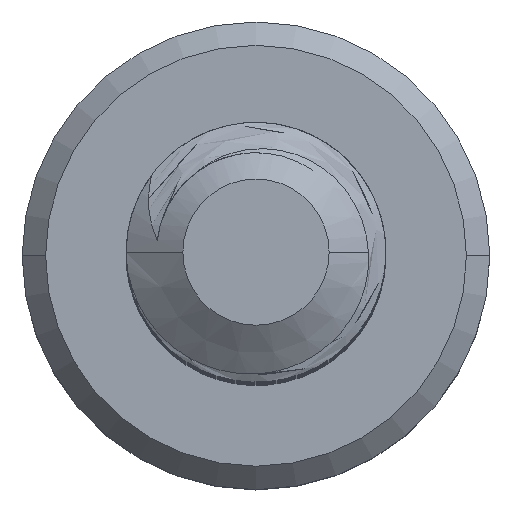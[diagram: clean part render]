
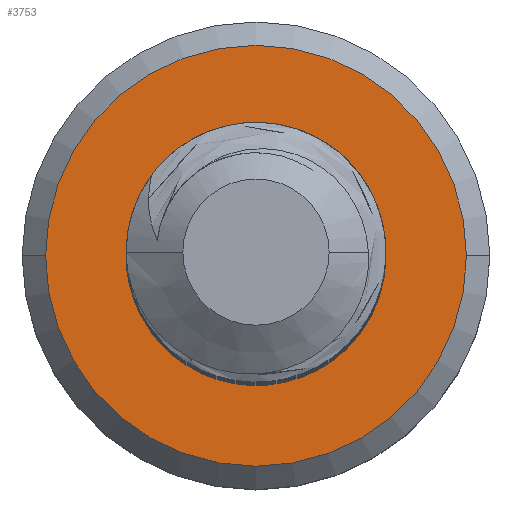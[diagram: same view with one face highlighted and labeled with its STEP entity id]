
A CAD part, top view. The second image highlights one B-rep face of the part: STEP entity #3753.
In plain terms, the highlighted planar face has unit normal (0, 0, 1).
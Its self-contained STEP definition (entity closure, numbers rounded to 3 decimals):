
#20=FACE_BOUND('',#976,.T.);
#23=PLANE('',#3992);
#572=B_SPLINE_CURVE_WITH_KNOTS('',3,(#9746,#9747,#9748,#9749,#9750,#9751,
#9752,#9753,#9754,#9755),.UNSPECIFIED.,.F.,.F.,(4,2,2,2,4),(0.,
0.001,0.001,0.002,0.003),
 .UNSPECIFIED.);
#573=B_SPLINE_CURVE_WITH_KNOTS('',3,(#10895,#10896,#10897,#10898,#10899,
#10900,#10901,#10902,#10903,#10904,#10905,#10906,#10907,#10908),
 .UNSPECIFIED.,.F.,.F.,(4,2,2,2,2,2,4),(0.,0.,
0.001,0.001,0.002,0.002,
0.003),.UNSPECIFIED.);
#769=FACE_OUTER_BOUND('',#975,.T.);
#975=EDGE_LOOP('',(#3493,#3494));
#976=EDGE_LOOP('',(#3495,#3496,#3497,#3498));
#1386=CIRCLE('',#3785,2.025);
#1394=CIRCLE('',#3930,1.25);
#1396=CIRCLE('',#3977,0.958);
#1407=CIRCLE('',#3993,2.025);
#1408=VERTEX_POINT('',#4666);
#1409=VERTEX_POINT('',#4667);
#1777=VERTEX_POINT('',#7763);
#1778=VERTEX_POINT('',#7767);
#1780=VERTEX_POINT('',#9745);
#1781=VERTEX_POINT('',#10891);
#1793=EDGE_CURVE('',#1408,#1409,#1386,.T.);
#2255=EDGE_CURVE('',#1778,#1777,#1394,.T.);
#2345=EDGE_CURVE('',#1780,#1777,#572,.T.);
#2348=EDGE_CURVE('',#1778,#1781,#573,.T.);
#2349=EDGE_CURVE('',#1781,#1780,#1396,.T.);
#2360=EDGE_CURVE('',#1409,#1408,#1407,.T.);
#3493=ORIENTED_EDGE('',*,*,#2360,.T.);
#3494=ORIENTED_EDGE('',*,*,#1793,.T.);
#3495=ORIENTED_EDGE('',*,*,#2255,.F.);
#3496=ORIENTED_EDGE('',*,*,#2348,.T.);
#3497=ORIENTED_EDGE('',*,*,#2349,.T.);
#3498=ORIENTED_EDGE('',*,*,#2345,.T.);
#3753=ADVANCED_FACE('',(#769,#20),#23,.F.);
#3785=AXIS2_PLACEMENT_3D('',#4668,#4016,#4017);
#3930=AXIS2_PLACEMENT_3D('',#7773,#4491,#4492);
#3977=AXIS2_PLACEMENT_3D('',#10910,#4585,#4586);
#3992=AXIS2_PLACEMENT_3D('',#10930,#4615,#4616);
#3993=AXIS2_PLACEMENT_3D('',#10931,#4617,#4618);
#4016=DIRECTION('center_axis',(0.,0.,1.));
#4017=DIRECTION('ref_axis',(-1.,0.,0.));
#4491=DIRECTION('center_axis',(0.,0.,1.));
#4492=DIRECTION('ref_axis',(1.,0.,0.));
#4585=DIRECTION('center_axis',(0.,0.,-1.));
#4586=DIRECTION('ref_axis',(1.,0.,0.));
#4615=DIRECTION('center_axis',(0.,0.,-1.));
#4616=DIRECTION('ref_axis',(-1.,0.,0.));
#4617=DIRECTION('center_axis',(0.,0.,1.));
#4618=DIRECTION('ref_axis',(-1.,0.,0.));
#4666=CARTESIAN_POINT('',(2.025,0.,-20.));
#4667=CARTESIAN_POINT('',(-2.025,0.,-20.));
#4668=CARTESIAN_POINT('Origin',(0.,0.,-20.));
#7763=CARTESIAN_POINT('',(1.136,-0.521,-20.));
#7767=CARTESIAN_POINT('',(0.436,-1.172,-20.));
#7773=CARTESIAN_POINT('Origin',(0.,0.,-20.));
#9745=CARTESIAN_POINT('',(-0.334,0.898,-20.));
#9746=CARTESIAN_POINT('Ctrl Pts',(-0.334,0.898,
-20.));
#9747=CARTESIAN_POINT('Ctrl Pts',(-0.14,1.001,-20.));
#9748=CARTESIAN_POINT('Ctrl Pts',(0.086,1.03,-20.));
#9749=CARTESIAN_POINT('Ctrl Pts',(0.518,0.954,-20.));
#9750=CARTESIAN_POINT('Ctrl Pts',(0.718,0.849,-20.));
#9751=CARTESIAN_POINT('Ctrl Pts',(1.026,0.537,-20.));
#9752=CARTESIAN_POINT('Ctrl Pts',(1.13,0.336,-20.));
#9753=CARTESIAN_POINT('Ctrl Pts',(1.222,-0.088,
-20.));
#9754=CARTESIAN_POINT('Ctrl Pts',(1.209,-0.313,-20.));
#9755=CARTESIAN_POINT('Ctrl Pts',(1.136,-0.521,-20.));
#10891=CARTESIAN_POINT('',(-0.871,0.399,-20.));
#10895=CARTESIAN_POINT('Ctrl Pts',(0.436,-1.172,
-20.));
#10896=CARTESIAN_POINT('Ctrl Pts',(0.329,-1.199,-20.));
#10897=CARTESIAN_POINT('Ctrl Pts',(0.221,-1.213,
-20.));
#10898=CARTESIAN_POINT('Ctrl Pts',(0.002,-1.212,
-20.));
#10899=CARTESIAN_POINT('Ctrl Pts',(-0.107,-1.197,
-20.));
#10900=CARTESIAN_POINT('Ctrl Pts',(-0.419,-1.107,
-20.));
#10901=CARTESIAN_POINT('Ctrl Pts',(-0.612,-0.983,
-20.));
#10902=CARTESIAN_POINT('Ctrl Pts',(-0.826,-0.736,
-20.));
#10903=CARTESIAN_POINT('Ctrl Pts',(-0.885,-0.643,
-20.));
#10904=CARTESIAN_POINT('Ctrl Pts',(-0.975,-0.443,
-20.));
#10905=CARTESIAN_POINT('Ctrl Pts',(-1.004,-0.339,
-20.));
#10906=CARTESIAN_POINT('Ctrl Pts',(-1.037,-0.01,
-20.));
#10907=CARTESIAN_POINT('Ctrl Pts',(-0.986,0.211,
-20.));
#10908=CARTESIAN_POINT('Ctrl Pts',(-0.871,0.399,
-20.));
#10910=CARTESIAN_POINT('Origin',(0.,0.,-20.));
#10930=CARTESIAN_POINT('Origin',(0.,0.,-20.));
#10931=CARTESIAN_POINT('Origin',(0.,0.,-20.));
